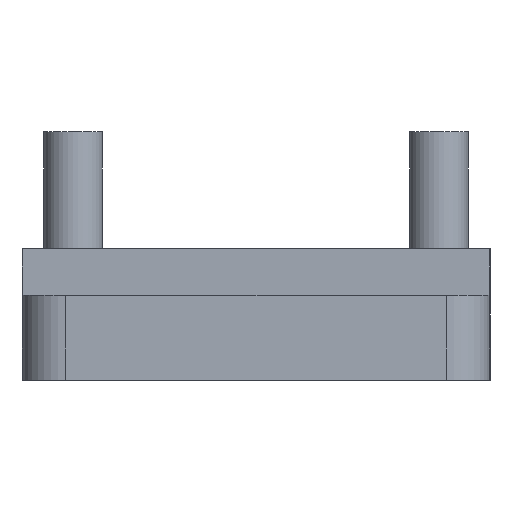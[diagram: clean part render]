
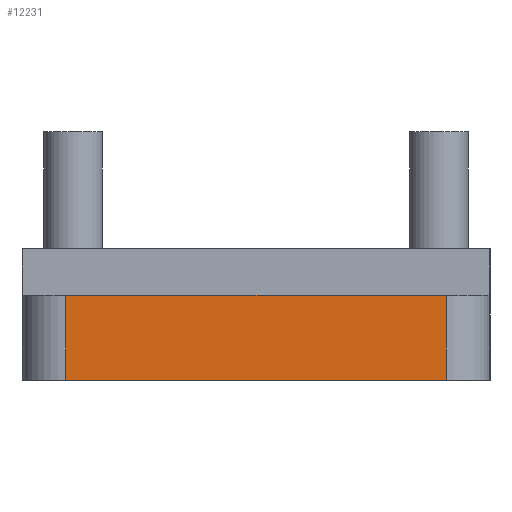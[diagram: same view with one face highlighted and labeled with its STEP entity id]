
A CAD part, left-side view. The second image highlights one B-rep face of the part: STEP entity #12231.
In plain terms, the highlighted planar face has unit normal (-1, 0, 0).
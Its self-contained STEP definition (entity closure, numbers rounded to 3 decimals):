
#174 = PLANE('',#175);
#175 = AXIS2_PLACEMENT_3D('',#176,#177,#178);
#176 = CARTESIAN_POINT('',(-0.344,0.,0.));
#177 = DIRECTION('',(0.,0.,1.));
#178 = DIRECTION('',(1.,0.,0.));
#202 = CYLINDRICAL_SURFACE('',#203,1.5);
#203 = AXIS2_PLACEMENT_3D('',#204,#205,#206);
#204 = CARTESIAN_POINT('',(-24.5,6.5,0.));
#205 = DIRECTION('',(-0.,-0.,-1.));
#206 = DIRECTION('',(1.,0.,0.));
#230 = PLANE('',#231);
#231 = AXIS2_PLACEMENT_3D('',#232,#233,#234);
#232 = CARTESIAN_POINT('',(-15.315,0.816,2.9));
#233 = DIRECTION('',(0.,0.,1.));
#234 = DIRECTION('',(1.,0.,0.));
#5078 = VERTEX_POINT('',#5079);
#5079 = CARTESIAN_POINT('',(-26.,6.5,2.9));
#5101 = EDGE_CURVE('',#5102,#5078,#5104,.T.);
#5102 = VERTEX_POINT('',#5103);
#5103 = CARTESIAN_POINT('',(-26.,-6.5,2.9));
#5104 = SURFACE_CURVE('',#5105,(#5109,#5116),.PCURVE_S1.);
#5105 = LINE('',#5106,#5107);
#5106 = CARTESIAN_POINT('',(-26.,-6.5,2.9));
#5107 = VECTOR('',#5108,1.);
#5108 = DIRECTION('',(0.,1.,0.));
#5109 = PCURVE('',#230,#5110);
#5110 = DEFINITIONAL_REPRESENTATION('',(#5111),#5115);
#5111 = LINE('',#5112,#5113);
#5112 = CARTESIAN_POINT('',(-10.685,-7.316));
#5113 = VECTOR('',#5114,1.);
#5114 = DIRECTION('',(0.,1.));
#5115 = ( GEOMETRIC_REPRESENTATION_CONTEXT(2) 
PARAMETRIC_REPRESENTATION_CONTEXT() REPRESENTATION_CONTEXT('2D SPACE',''
  ) );
#5116 = PCURVE('',#5117,#5122);
#5117 = PLANE('',#5118);
#5118 = AXIS2_PLACEMENT_3D('',#5119,#5120,#5121);
#5119 = CARTESIAN_POINT('',(-26.,-6.5,0.));
#5120 = DIRECTION('',(-1.,0.,0.));
#5121 = DIRECTION('',(0.,1.,0.));
#5122 = DEFINITIONAL_REPRESENTATION('',(#5123),#5127);
#5123 = LINE('',#5124,#5125);
#5124 = CARTESIAN_POINT('',(0.,-2.9));
#5125 = VECTOR('',#5126,1.);
#5126 = DIRECTION('',(1.,0.));
#5127 = ( GEOMETRIC_REPRESENTATION_CONTEXT(2) 
PARAMETRIC_REPRESENTATION_CONTEXT() REPRESENTATION_CONTEXT('2D SPACE',''
  ) );
#5146 = CYLINDRICAL_SURFACE('',#5147,1.5);
#5147 = AXIS2_PLACEMENT_3D('',#5148,#5149,#5150);
#5148 = CARTESIAN_POINT('',(-24.5,-6.5,0.));
#5149 = DIRECTION('',(-0.,-0.,-1.));
#5150 = DIRECTION('',(1.,0.,0.));
#5216 = VERTEX_POINT('',#5217);
#5217 = CARTESIAN_POINT('',(-26.,6.5,0.));
#5241 = EDGE_CURVE('',#5216,#5078,#5242,.T.);
#5242 = SURFACE_CURVE('',#5243,(#5247,#5254),.PCURVE_S1.);
#5243 = LINE('',#5244,#5245);
#5244 = CARTESIAN_POINT('',(-26.,6.5,0.));
#5245 = VECTOR('',#5246,1.);
#5246 = DIRECTION('',(0.,0.,1.));
#5247 = PCURVE('',#202,#5248);
#5248 = DEFINITIONAL_REPRESENTATION('',(#5249),#5253);
#5249 = LINE('',#5250,#5251);
#5250 = CARTESIAN_POINT('',(-3.142,0.));
#5251 = VECTOR('',#5252,1.);
#5252 = DIRECTION('',(-0.,-1.));
#5253 = ( GEOMETRIC_REPRESENTATION_CONTEXT(2) 
PARAMETRIC_REPRESENTATION_CONTEXT() REPRESENTATION_CONTEXT('2D SPACE',''
  ) );
#5254 = PCURVE('',#5117,#5255);
#5255 = DEFINITIONAL_REPRESENTATION('',(#5256),#5260);
#5256 = LINE('',#5257,#5258);
#5257 = CARTESIAN_POINT('',(13.,0.));
#5258 = VECTOR('',#5259,1.);
#5259 = DIRECTION('',(0.,-1.));
#5260 = ( GEOMETRIC_REPRESENTATION_CONTEXT(2) 
PARAMETRIC_REPRESENTATION_CONTEXT() REPRESENTATION_CONTEXT('2D SPACE',''
  ) );
#5267 = EDGE_CURVE('',#5268,#5216,#5270,.T.);
#5268 = VERTEX_POINT('',#5269);
#5269 = CARTESIAN_POINT('',(-26.,-6.5,0.));
#5270 = SURFACE_CURVE('',#5271,(#5275,#5282),.PCURVE_S1.);
#5271 = LINE('',#5272,#5273);
#5272 = CARTESIAN_POINT('',(-26.,-6.5,0.));
#5273 = VECTOR('',#5274,1.);
#5274 = DIRECTION('',(0.,1.,0.));
#5275 = PCURVE('',#174,#5276);
#5276 = DEFINITIONAL_REPRESENTATION('',(#5277),#5281);
#5277 = LINE('',#5278,#5279);
#5278 = CARTESIAN_POINT('',(-25.656,-6.5));
#5279 = VECTOR('',#5280,1.);
#5280 = DIRECTION('',(0.,1.));
#5281 = ( GEOMETRIC_REPRESENTATION_CONTEXT(2) 
PARAMETRIC_REPRESENTATION_CONTEXT() REPRESENTATION_CONTEXT('2D SPACE',''
  ) );
#5282 = PCURVE('',#5117,#5283);
#5283 = DEFINITIONAL_REPRESENTATION('',(#5284),#5288);
#5284 = LINE('',#5285,#5286);
#5285 = CARTESIAN_POINT('',(0.,0.));
#5286 = VECTOR('',#5287,1.);
#5287 = DIRECTION('',(1.,0.));
#5288 = ( GEOMETRIC_REPRESENTATION_CONTEXT(2) 
PARAMETRIC_REPRESENTATION_CONTEXT() REPRESENTATION_CONTEXT('2D SPACE',''
  ) );
#12231 = ADVANCED_FACE('',(#12232),#5117,.T.);
#12232 = FACE_BOUND('',#12233,.T.);
#12233 = EDGE_LOOP('',(#12234,#12235,#12256,#12257));
#12234 = ORIENTED_EDGE('',*,*,#5267,.F.);
#12235 = ORIENTED_EDGE('',*,*,#12236,.T.);
#12236 = EDGE_CURVE('',#5268,#5102,#12237,.T.);
#12237 = SURFACE_CURVE('',#12238,(#12242,#12249),.PCURVE_S1.);
#12238 = LINE('',#12239,#12240);
#12239 = CARTESIAN_POINT('',(-26.,-6.5,0.));
#12240 = VECTOR('',#12241,1.);
#12241 = DIRECTION('',(0.,0.,1.));
#12242 = PCURVE('',#5117,#12243);
#12243 = DEFINITIONAL_REPRESENTATION('',(#12244),#12248);
#12244 = LINE('',#12245,#12246);
#12245 = CARTESIAN_POINT('',(0.,0.));
#12246 = VECTOR('',#12247,1.);
#12247 = DIRECTION('',(0.,-1.));
#12248 = ( GEOMETRIC_REPRESENTATION_CONTEXT(2) 
PARAMETRIC_REPRESENTATION_CONTEXT() REPRESENTATION_CONTEXT('2D SPACE',''
  ) );
#12249 = PCURVE('',#5146,#12250);
#12250 = DEFINITIONAL_REPRESENTATION('',(#12251),#12255);
#12251 = LINE('',#12252,#12253);
#12252 = CARTESIAN_POINT('',(-3.142,0.));
#12253 = VECTOR('',#12254,1.);
#12254 = DIRECTION('',(-0.,-1.));
#12255 = ( GEOMETRIC_REPRESENTATION_CONTEXT(2) 
PARAMETRIC_REPRESENTATION_CONTEXT() REPRESENTATION_CONTEXT('2D SPACE',''
  ) );
#12256 = ORIENTED_EDGE('',*,*,#5101,.T.);
#12257 = ORIENTED_EDGE('',*,*,#5241,.F.);
